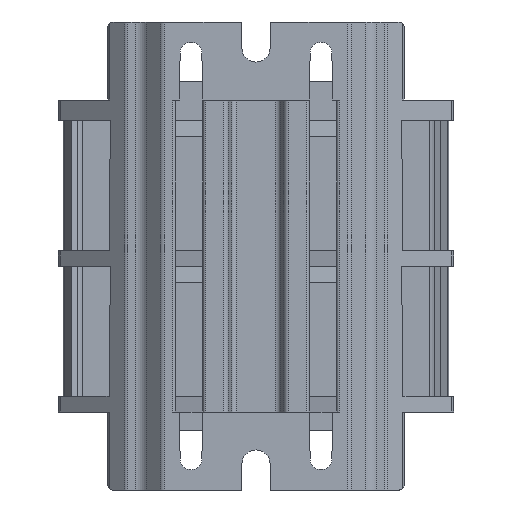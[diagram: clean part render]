
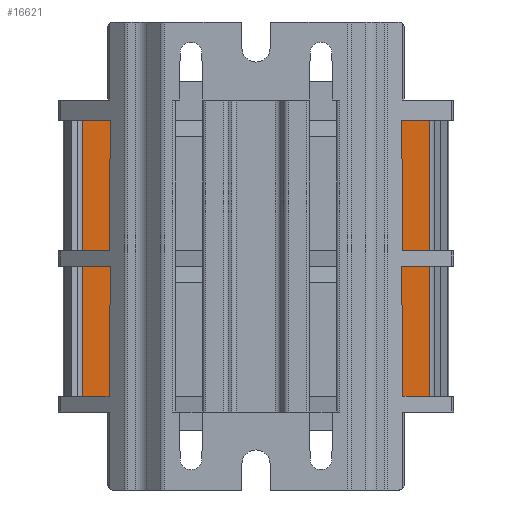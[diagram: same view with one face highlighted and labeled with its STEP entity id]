
A CAD part, front view. The second image highlights one B-rep face of the part: STEP entity #16621.
In plain terms, the highlighted planar face has unit normal (0, -1, 0).
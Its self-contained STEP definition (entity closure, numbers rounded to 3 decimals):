
#32=DIRECTION('',(-1.,0.,0.));
#33=VECTOR('',#32,0.273);
#34=CARTESIAN_POINT('',(71.359,51.,-30.8));
#35=LINE('',#34,#33);
#84=DIRECTION('',(-1.,0.,0.));
#85=VECTOR('',#84,0.273);
#86=CARTESIAN_POINT('',(4.914,51.,-30.8));
#87=LINE('',#86,#85);
#199=DIRECTION('',(-1.,0.,0.));
#200=VECTOR('',#199,39.559);
#201=CARTESIAN_POINT('',(57.779,51.,-30.8));
#202=LINE('',#201,#200);
#263=DIRECTION('',(0.,0.,1.));
#264=VECTOR('',#263,3.);
#265=CARTESIAN_POINT('',(71.086,51.,-30.8));
#266=LINE('',#265,#264);
#276=DIRECTION('',(0.,0.,1.));
#277=VECTOR('',#276,58.);
#278=CARTESIAN_POINT('',(71.359,51.,-30.8));
#279=LINE('',#278,#277);
#280=DIRECTION('',(-1.,0.,0.));
#281=VECTOR('',#280,13.307);
#282=CARTESIAN_POINT('',(71.086,51.,-27.8));
#283=LINE('',#282,#281);
#320=DIRECTION('',(-1.,0.,0.));
#321=VECTOR('',#320,13.307);
#322=CARTESIAN_POINT('',(18.221,51.,-27.8));
#323=LINE('',#322,#321);
#2641=DIRECTION('',(-1.,0.,0.));
#2642=VECTOR('',#2641,13.103);
#2643=CARTESIAN_POINT('',(18.017,51.,25.2));
#2644=LINE('',#2643,#2642);
#2737=DIRECTION('',(-1.,0.,0.));
#2738=VECTOR('',#2737,13.103);
#2739=CARTESIAN_POINT('',(71.086,51.,25.2));
#2740=LINE('',#2739,#2738);
#2741=DIRECTION('',(0.,0.,1.));
#2742=VECTOR('',#2741,2.);
#2743=CARTESIAN_POINT('',(57.983,51.,25.2));
#2744=LINE('',#2743,#2742);
#2757=DIRECTION('',(-1.,0.,0.));
#2758=VECTOR('',#2757,39.965);
#2759=CARTESIAN_POINT('',(57.983,51.,27.2));
#2760=LINE('',#2759,#2758);
#2761=DIRECTION('',(-1.,0.,0.));
#2762=VECTOR('',#2761,0.273);
#2763=CARTESIAN_POINT('',(4.914,51.,27.2));
#2764=LINE('',#2763,#2762);
#2813=DIRECTION('',(-1.,0.,0.));
#2814=VECTOR('',#2813,0.273);
#2815=CARTESIAN_POINT('',(71.359,51.,27.2));
#2816=LINE('',#2815,#2814);
#2821=DIRECTION('',(0.,0.,1.));
#2822=VECTOR('',#2821,2.);
#2823=CARTESIAN_POINT('',(18.017,51.,25.2));
#2824=LINE('',#2823,#2822);
#2845=DIRECTION('',(0.,0.,1.));
#2846=VECTOR('',#2845,2.);
#2847=CARTESIAN_POINT('',(4.914,51.,25.2));
#2848=LINE('',#2847,#2846);
#2881=DIRECTION('',(0.,0.,1.));
#2882=VECTOR('',#2881,58.);
#2883=CARTESIAN_POINT('',(4.641,51.,-30.8));
#2884=LINE('',#2883,#2882);
#2925=DIRECTION('',(0.,0.,1.));
#2926=VECTOR('',#2925,2.);
#2927=CARTESIAN_POINT('',(71.086,51.,25.2));
#2928=LINE('',#2927,#2926);
#2973=DIRECTION('',(-1.,0.,0.));
#2974=VECTOR('',#2973,13.307);
#2975=CARTESIAN_POINT('',(71.086,51.,0.2));
#2976=LINE('',#2975,#2974);
#3013=DIRECTION('',(-1.,0.,0.));
#3014=VECTOR('',#3013,13.307);
#3015=CARTESIAN_POINT('',(18.221,51.,0.2));
#3016=LINE('',#3015,#3014);
#3057=DIRECTION('',(0.,0.,1.));
#3058=VECTOR('',#3057,3.);
#3059=CARTESIAN_POINT('',(71.086,51.,-2.8));
#3060=LINE('',#3059,#3058);
#3070=DIRECTION('',(-1.,0.,0.));
#3071=VECTOR('',#3070,13.307);
#3072=CARTESIAN_POINT('',(71.086,51.,-2.8));
#3073=LINE('',#3072,#3071);
#3142=DIRECTION('',(-1.,0.,0.));
#3143=VECTOR('',#3142,13.307);
#3144=CARTESIAN_POINT('',(18.221,51.,-2.8));
#3145=LINE('',#3144,#3143);
#3226=DIRECTION('',(0.,0.,1.));
#3227=VECTOR('',#3226,3.);
#3228=CARTESIAN_POINT('',(57.779,51.,-2.8));
#3229=LINE('',#3228,#3227);
#7453=DIRECTION('',(0.,0.,1.));
#7454=VECTOR('',#7453,3.);
#7455=CARTESIAN_POINT('',(18.221,51.,-2.8));
#7456=LINE('',#7455,#7454);
#11580=DIRECTION('',(0.,0.,1.));
#11581=VECTOR('',#11580,3.);
#11582=CARTESIAN_POINT('',(18.221,51.,-30.8));
#11583=LINE('',#11582,#11581);
#11642=DIRECTION('',(0.,0.,1.));
#11643=VECTOR('',#11642,3.);
#11644=CARTESIAN_POINT('',(57.779,51.,-30.8));
#11645=LINE('',#11644,#11643);
#11650=DIRECTION('',(0.,0.,1.));
#11651=VECTOR('',#11650,3.);
#11652=CARTESIAN_POINT('',(4.914,51.,-2.8));
#11653=LINE('',#11652,#11651);
#13788=DIRECTION('',(0.,0.,1.));
#13789=VECTOR('',#13788,3.);
#13790=CARTESIAN_POINT('',(4.914,51.,-30.8));
#13791=LINE('',#13790,#13789);
#16315=CARTESIAN_POINT('',(4.641,51.,-30.8));
#16317=VERTEX_POINT('',#16315);
#16337=CARTESIAN_POINT('',(71.359,51.,-30.8));
#16338=VERTEX_POINT('',#16337);
#16339=CARTESIAN_POINT('',(4.641,51.,27.2));
#16341=VERTEX_POINT('',#16339);
#16361=CARTESIAN_POINT('',(71.359,51.,27.2));
#16362=VERTEX_POINT('',#16361);
#16363=CARTESIAN_POINT('',(71.086,51.,-30.8));
#16364=CARTESIAN_POINT('',(71.086,51.,-27.8));
#16365=VERTEX_POINT('',#16363);
#16366=VERTEX_POINT('',#16364);
#16367=CARTESIAN_POINT('',(57.779,51.,-30.8));
#16368=CARTESIAN_POINT('',(57.779,51.,-27.8));
#16369=VERTEX_POINT('',#16367);
#16370=VERTEX_POINT('',#16368);
#16371=CARTESIAN_POINT('',(18.221,51.,-30.8));
#16372=CARTESIAN_POINT('',(18.221,51.,-27.8));
#16373=VERTEX_POINT('',#16371);
#16374=VERTEX_POINT('',#16372);
#16375=CARTESIAN_POINT('',(4.914,51.,-30.8));
#16376=CARTESIAN_POINT('',(4.914,51.,-27.8));
#16377=VERTEX_POINT('',#16375);
#16378=VERTEX_POINT('',#16376);
#16379=CARTESIAN_POINT('',(71.086,51.,-2.8));
#16380=CARTESIAN_POINT('',(57.779,51.,-2.8));
#16381=VERTEX_POINT('',#16379);
#16382=VERTEX_POINT('',#16380);
#16383=CARTESIAN_POINT('',(18.221,51.,-2.8));
#16384=CARTESIAN_POINT('',(4.914,51.,-2.8));
#16385=VERTEX_POINT('',#16383);
#16386=VERTEX_POINT('',#16384);
#16387=CARTESIAN_POINT('',(71.086,51.,0.2));
#16388=VERTEX_POINT('',#16387);
#16389=CARTESIAN_POINT('',(57.779,51.,0.2));
#16390=VERTEX_POINT('',#16389);
#16391=CARTESIAN_POINT('',(18.221,51.,0.2));
#16392=VERTEX_POINT('',#16391);
#16393=CARTESIAN_POINT('',(4.914,51.,0.2));
#16394=VERTEX_POINT('',#16393);
#16395=CARTESIAN_POINT('',(71.086,51.,25.2));
#16396=CARTESIAN_POINT('',(57.983,51.,25.2));
#16397=VERTEX_POINT('',#16395);
#16398=VERTEX_POINT('',#16396);
#16399=CARTESIAN_POINT('',(18.017,51.,25.2));
#16400=CARTESIAN_POINT('',(4.914,51.,25.2));
#16401=VERTEX_POINT('',#16399);
#16402=VERTEX_POINT('',#16400);
#16403=CARTESIAN_POINT('',(4.914,51.,27.2));
#16404=VERTEX_POINT('',#16403);
#16405=CARTESIAN_POINT('',(71.086,51.,27.2));
#16406=VERTEX_POINT('',#16405);
#16407=CARTESIAN_POINT('',(57.983,51.,27.2));
#16408=VERTEX_POINT('',#16407);
#16409=CARTESIAN_POINT('',(18.017,51.,27.2));
#16410=VERTEX_POINT('',#16409);
#16558=CARTESIAN_POINT('',(71.359,51.,-30.8));
#16559=DIRECTION('',(0.,-1.,0.));
#16560=DIRECTION('',(-1.,0.,0.));
#16561=AXIS2_PLACEMENT_3D('',#16558,#16559,#16560);
#16562=PLANE('',#16561);
#16563=ORIENTED_EDGE('',*,*,#16541,.T.);
#16565=ORIENTED_EDGE('',*,*,#16564,.T.);
#16567=ORIENTED_EDGE('',*,*,#16566,.F.);
#16568=ORIENTED_EDGE('',*,*,#16496,.T.);
#16570=ORIENTED_EDGE('',*,*,#16569,.T.);
#16572=ORIENTED_EDGE('',*,*,#16571,.T.);
#16574=ORIENTED_EDGE('',*,*,#16573,.F.);
#16575=ORIENTED_EDGE('',*,*,#16442,.T.);
#16577=ORIENTED_EDGE('',*,*,#16576,.T.);
#16579=ORIENTED_EDGE('',*,*,#16578,.F.);
#16581=ORIENTED_EDGE('',*,*,#16580,.F.);
#16583=ORIENTED_EDGE('',*,*,#16582,.F.);
#16585=ORIENTED_EDGE('',*,*,#16584,.T.);
#16587=ORIENTED_EDGE('',*,*,#16586,.F.);
#16589=ORIENTED_EDGE('',*,*,#16588,.F.);
#16591=ORIENTED_EDGE('',*,*,#16590,.F.);
#16593=ORIENTED_EDGE('',*,*,#16592,.T.);
#16595=ORIENTED_EDGE('',*,*,#16594,.F.);
#16597=ORIENTED_EDGE('',*,*,#16596,.F.);
#16598=ORIENTED_EDGE('',*,*,#16418,.T.);
#16599=EDGE_LOOP('',(#16563,#16565,#16567,#16568,#16570,#16572,#16574,#16575,
#16577,#16579,#16581,#16583,#16585,#16587,#16589,#16591,#16593,#16595,#16597,
#16598));
#16600=FACE_OUTER_BOUND('',#16599,.F.);
#16602=ORIENTED_EDGE('',*,*,#16601,.F.);
#16604=ORIENTED_EDGE('',*,*,#16603,.T.);
#16606=ORIENTED_EDGE('',*,*,#16605,.T.);
#16608=ORIENTED_EDGE('',*,*,#16607,.F.);
#16609=EDGE_LOOP('',(#16602,#16604,#16606,#16608));
#16610=FACE_BOUND('',#16609,.F.);
#16612=ORIENTED_EDGE('',*,*,#16611,.F.);
#16614=ORIENTED_EDGE('',*,*,#16613,.T.);
#16616=ORIENTED_EDGE('',*,*,#16615,.T.);
#16618=ORIENTED_EDGE('',*,*,#16617,.F.);
#16619=EDGE_LOOP('',(#16612,#16614,#16616,#16618));
#16620=FACE_BOUND('',#16619,.F.);
#16621=ADVANCED_FACE('',(#16600,#16610,#16620),#16562,.T.);
#16418=EDGE_CURVE('',#16338,#16365,#35,.T.);
#16442=EDGE_CURVE('',#16377,#16317,#87,.T.);
#16496=EDGE_CURVE('',#16369,#16373,#202,.T.);
#16541=EDGE_CURVE('',#16365,#16366,#266,.T.);
#16564=EDGE_CURVE('',#16366,#16370,#283,.T.);
#16566=EDGE_CURVE('',#16369,#16370,#11645,.T.);
#16569=EDGE_CURVE('',#16373,#16374,#11583,.T.);
#16571=EDGE_CURVE('',#16374,#16378,#323,.T.);
#16573=EDGE_CURVE('',#16377,#16378,#13791,.T.);
#16576=EDGE_CURVE('',#16317,#16341,#2884,.T.);
#16578=EDGE_CURVE('',#16404,#16341,#2764,.T.);
#16580=EDGE_CURVE('',#16402,#16404,#2848,.T.);
#16582=EDGE_CURVE('',#16401,#16402,#2644,.T.);
#16584=EDGE_CURVE('',#16401,#16410,#2824,.T.);
#16586=EDGE_CURVE('',#16408,#16410,#2760,.T.);
#16588=EDGE_CURVE('',#16398,#16408,#2744,.T.);
#16590=EDGE_CURVE('',#16397,#16398,#2740,.T.);
#16592=EDGE_CURVE('',#16397,#16406,#2928,.T.);
#16594=EDGE_CURVE('',#16362,#16406,#2816,.T.);
#16596=EDGE_CURVE('',#16338,#16362,#279,.T.);
#16601=EDGE_CURVE('',#16381,#16382,#3073,.T.);
#16603=EDGE_CURVE('',#16381,#16388,#3060,.T.);
#16605=EDGE_CURVE('',#16388,#16390,#2976,.T.);
#16607=EDGE_CURVE('',#16382,#16390,#3229,.T.);
#16611=EDGE_CURVE('',#16385,#16386,#3145,.T.);
#16613=EDGE_CURVE('',#16385,#16392,#7456,.T.);
#16615=EDGE_CURVE('',#16392,#16394,#3016,.T.);
#16617=EDGE_CURVE('',#16386,#16394,#11653,.T.);
